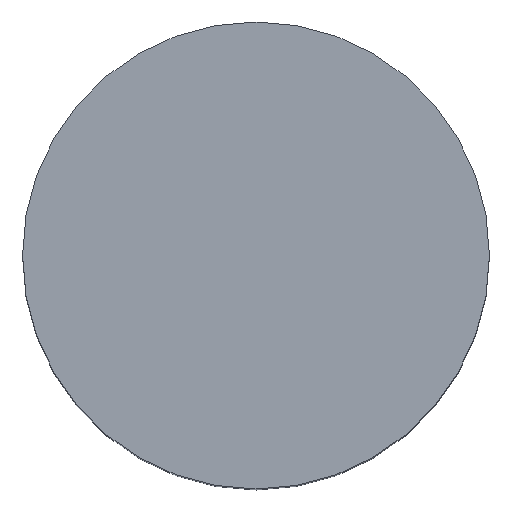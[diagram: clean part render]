
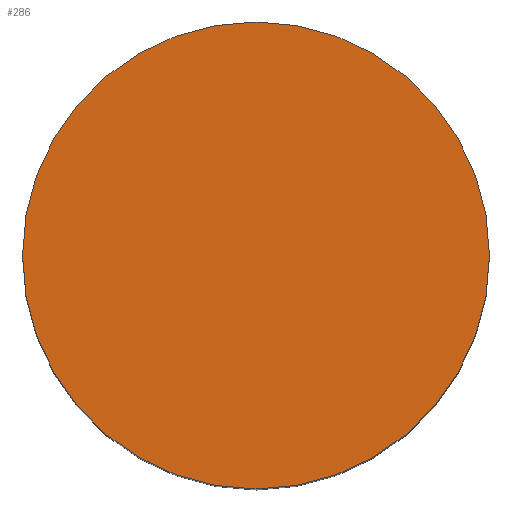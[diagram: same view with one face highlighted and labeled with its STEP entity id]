
A CAD part, top view. The second image highlights one B-rep face of the part: STEP entity #286.
In plain terms, the highlighted planar face has unit normal (0, 0, 1).
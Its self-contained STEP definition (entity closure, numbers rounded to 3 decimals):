
#275 = AXIS2_PLACEMENT_3D ( 'NONE', #2702, #3414, #3127 ) ;
#286 = ADVANCED_FACE ( 'NONE', ( #2575 ), #1194, .T. ) ;
#544 = CARTESIAN_POINT ( 'NONE',  ( -30., 0., 90. ) ) ;
#783 = AXIS2_PLACEMENT_3D ( 'NONE', #1536, #1551, #1564 ) ;
#830 = CIRCLE ( 'NONE', #783, 30. ) ;
#860 = EDGE_CURVE ( 'NONE', #1152, #1272, #830, .T. ) ;
#1152 = VERTEX_POINT ( 'NONE', #3950 ) ;
#1190 = DIRECTION ( 'NONE',  ( 0., 0., -1. ) ) ;
#1194 = PLANE ( 'NONE',  #275 ) ;
#1272 = VERTEX_POINT ( 'NONE', #544 ) ;
#1314 = AXIS2_PLACEMENT_3D ( 'NONE', #3197, #1190, #3534 ) ;
#1536 = CARTESIAN_POINT ( 'NONE',  ( 0., 0., 90. ) ) ;
#1551 = DIRECTION ( 'NONE',  ( 0., 0., -1. ) ) ;
#1564 = DIRECTION ( 'NONE',  ( -1., 0., 0. ) ) ;
#1946 = ORIENTED_EDGE ( 'NONE', *, *, #860, .F. ) ;
#2523 = EDGE_LOOP ( 'NONE', ( #3953, #1946 ) ) ;
#2575 = FACE_OUTER_BOUND ( 'NONE', #2523, .T. ) ;
#2666 = EDGE_CURVE ( 'NONE', #1272, #1152, #3016, .T. ) ;
#2702 = CARTESIAN_POINT ( 'NONE',  ( 0., 30., 90. ) ) ;
#3016 = CIRCLE ( 'NONE', #1314, 30. ) ;
#3127 = DIRECTION ( 'NONE',  ( 1., 0., 0. ) ) ;
#3197 = CARTESIAN_POINT ( 'NONE',  ( 0., 0., 90. ) ) ;
#3414 = DIRECTION ( 'NONE',  ( 0., 0., 1. ) ) ;
#3534 = DIRECTION ( 'NONE',  ( -1., 0., 0. ) ) ;
#3950 = CARTESIAN_POINT ( 'NONE',  ( 30., 0., 90. ) ) ;
#3953 = ORIENTED_EDGE ( 'NONE', *, *, #2666, .F. ) ;
